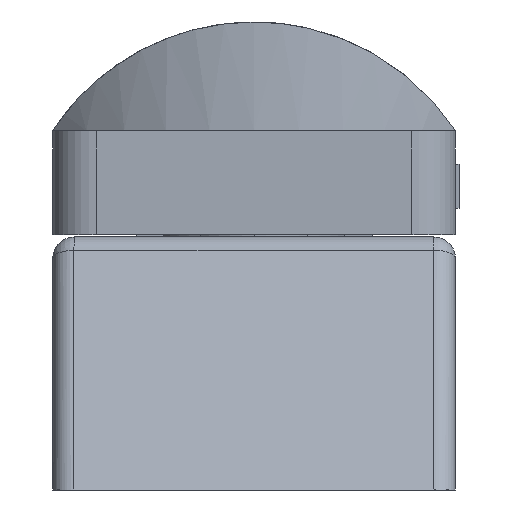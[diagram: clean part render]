
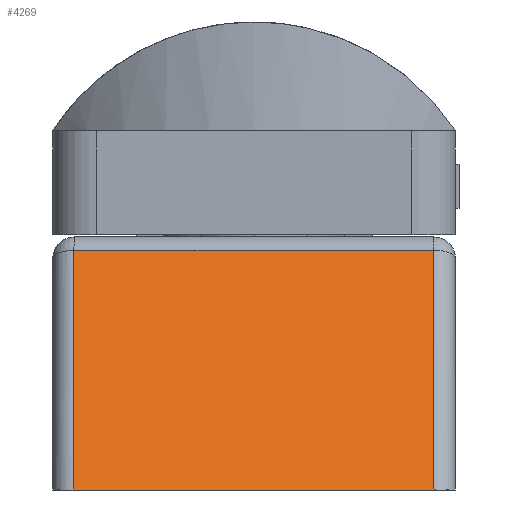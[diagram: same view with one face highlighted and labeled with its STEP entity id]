
A CAD part, left-side view. The second image highlights one B-rep face of the part: STEP entity #4269.
In plain terms, the highlighted planar face has unit normal (-0.92, 0.026, 0.391).
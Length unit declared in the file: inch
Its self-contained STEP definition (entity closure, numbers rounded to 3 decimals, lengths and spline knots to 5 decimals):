
#592 = VECTOR ( 'NONE', #4729, 39.37008 ) ;
#688 = DIRECTION ( 'NONE',  ( 0.391, 0., 0.921 ) ) ;
#803 = LINE ( 'NONE', #1433, #6507 ) ;
#921 = EDGE_CURVE ( 'NONE', #7921, #2861, #2209, .T. ) ;
#1057 = EDGE_CURVE ( 'NONE', #2861, #7837, #4281, .T. ) ;
#1113 = ORIENTED_EDGE ( 'NONE', *, *, #7444, .T. ) ;
#1384 = CARTESIAN_POINT ( 'NONE',  ( -2.96761, 0.70778, 0.37812 ) ) ;
#1405 = CARTESIAN_POINT ( 'NONE',  ( -2.78724, 0.00322, 0.85027 ) ) ;
#1433 = CARTESIAN_POINT ( 'NONE',  ( -2.77133, 0.66322, 0.84352 ) ) ;
#1698 = FACE_OUTER_BOUND ( 'NONE', #3252, .T. ) ;
#1840 = CARTESIAN_POINT ( 'NONE',  ( -2.96888, 0.66322, 0.37812 ) ) ;
#1862 = DIRECTION ( 'NONE',  ( 0.391, 0., 0.921 ) ) ;
#2010 = LINE ( 'NONE', #1384, #592 ) ;
#2099 = DIRECTION ( 'NONE',  ( 0.028, 1., 0. ) ) ;
#2209 = LINE ( 'NONE', #1405, #6435 ) ;
#2245 = VERTEX_POINT ( 'NONE', #1840 ) ;
#2861 = VERTEX_POINT ( 'NONE', #4627 ) ;
#3160 = CARTESIAN_POINT ( 'NONE',  ( -2.77039, 0.70217, 0.84312 ) ) ;
#3252 = EDGE_LOOP ( 'NONE', ( #6245, #1113, #5779, #5401 ) ) ;
#3611 = CARTESIAN_POINT ( 'NONE',  ( -2.78073, 0.70246, 0.81874 ) ) ;
#3784 = CARTESIAN_POINT ( 'NONE',  ( -2.98766, 0.00322, 0.37812 ) ) ;
#4269 = ADVANCED_FACE ( 'NONE', ( #1698 ), #6404, .T. ) ;
#4281 = LINE ( 'NONE', #3611, #6844 ) ;
#4415 = DIRECTION ( 'NONE',  ( -0.92, 0.026, 0.391 ) ) ;
#4627 = CARTESIAN_POINT ( 'NONE',  ( -2.80062, 0.00322, 0.81874 ) ) ;
#4729 = DIRECTION ( 'NONE',  ( -0.028, -1., 0. ) ) ;
#4903 = CARTESIAN_POINT ( 'NONE',  ( -2.78185, 0.66322, 0.81874 ) ) ;
#4910 = DIRECTION ( 'NONE',  ( -0.391, 0., -0.921 ) ) ;
#5401 = ORIENTED_EDGE ( 'NONE', *, *, #921, .T. ) ;
#5470 = EDGE_CURVE ( 'NONE', #2245, #7921, #2010, .T. ) ;
#5779 = ORIENTED_EDGE ( 'NONE', *, *, #5470, .T. ) ;
#6245 = ORIENTED_EDGE ( 'NONE', *, *, #1057, .T. ) ;
#6404 = PLANE ( 'NONE',  #7557 ) ;
#6435 = VECTOR ( 'NONE', #688, 39.37008 ) ;
#6507 = VECTOR ( 'NONE', #4910, 39.37008 ) ;
#6844 = VECTOR ( 'NONE', #2099, 39.37008 ) ;
#7444 = EDGE_CURVE ( 'NONE', #7837, #2245, #803, .T. ) ;
#7557 = AXIS2_PLACEMENT_3D ( 'NONE', #3160, #4415, #1862 ) ;
#7837 = VERTEX_POINT ( 'NONE', #4903 ) ;
#7921 = VERTEX_POINT ( 'NONE', #3784 ) ;
